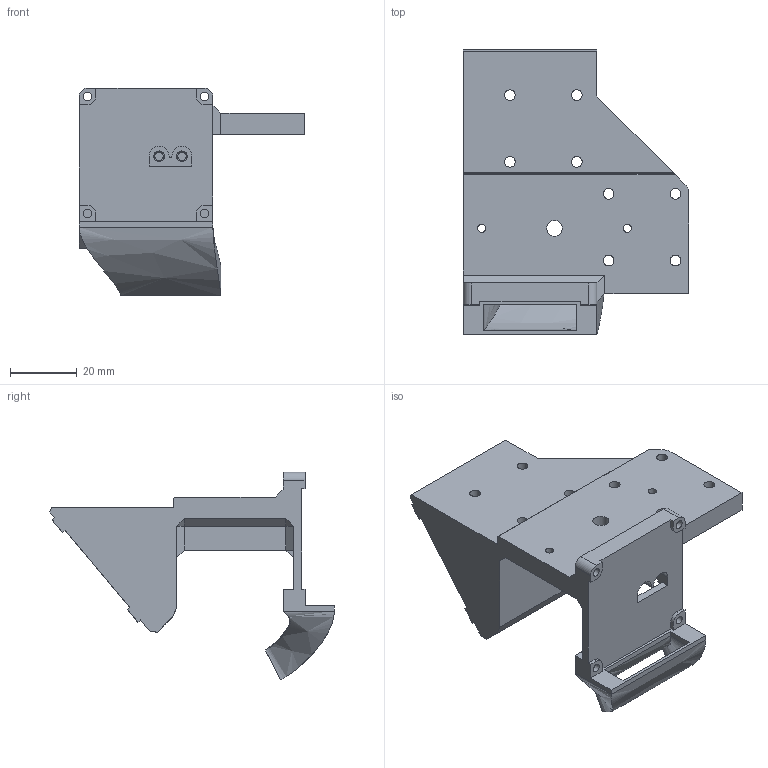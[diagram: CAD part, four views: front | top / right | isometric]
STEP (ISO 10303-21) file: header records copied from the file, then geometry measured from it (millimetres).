
FILE_DESCRIPTION(/* description */ ('STEP AP242','CAx-IF Rec.Pracs.---Representation and Presentation of Product Manufacturing Information (PMI)---4.0---2014-10-13','CAx-IF Rec.Pracs.---3D Tessellated Geometry---0.4---2014-09-14','2;1'),/* implementation_level */ '2;1');
FILE_NAME(/* name */ '6680c61d9389e62184d783ac',/* time_stamp */ '2024-06-30T02:42:38Z',/* author */ (''),/* organization */ (''),/* preprocessor_version */ 'ST-DEVELOPER v20',/* originating_system */ ' ',/* authorisation */ ' ');
FILE_SCHEMA (('AP242_MANAGED_MODEL_BASED_3D_ENGINEERING_MIM_LF { 1 0 10303 442 1 1 4 }'));
Length unit declared in the file: metre
Products named in the file (1): Part 12
Bounding box: 67.47 x 85.11 x 62.16 mm (x, y, z)
Volume: 61674.2 mm3; surface area: 23427.1 mm2
Topology: 1 solids, 1 shells, 162 faces, 438 edges, 288 vertices
Faces by surface type: plane 103, cylinder 49, bspline 10
Full cylindrical faces by diameter (mm): 2.5 x12, 3.2 x12, 4.763 x1, 6.5 x4
Entity records: 5161 total; most frequent: CARTESIAN_POINT 1126, ORIENTED_EDGE 802, DIRECTION 791, EDGE_CURVE 401, VERTEX_POINT 280, LINE 277, VECTOR 277, AXIS2_PLACEMENT_3D 257
